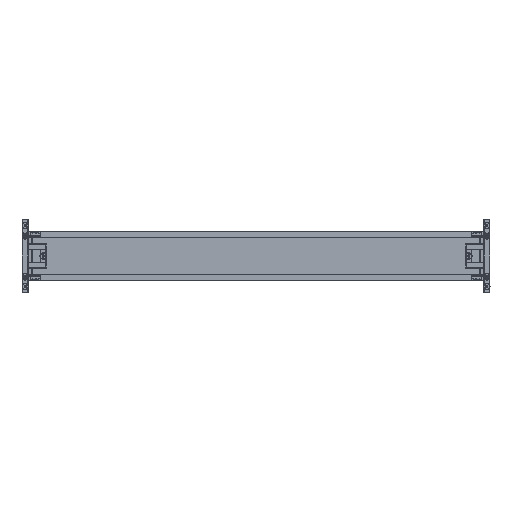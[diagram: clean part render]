
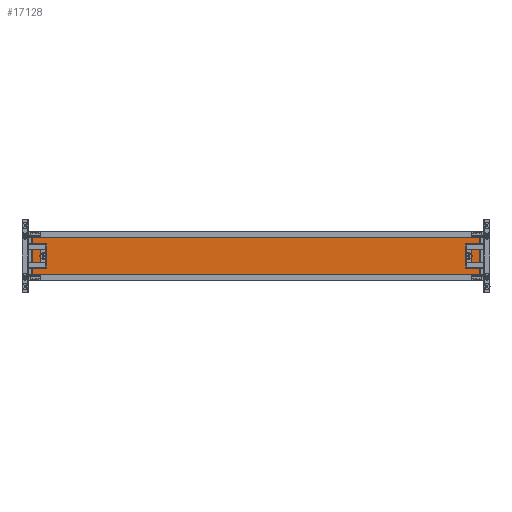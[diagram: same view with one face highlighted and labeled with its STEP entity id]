
A CAD part, front view. The second image highlights one B-rep face of the part: STEP entity #17128.
In plain terms, the highlighted planar face has unit normal (0, -1, 0).
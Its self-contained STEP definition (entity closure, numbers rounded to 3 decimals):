
#684 = EDGE_CURVE ( 'NONE', #112849, #87037, #102890, .T. ) ;
#13403 = EDGE_LOOP ( 'NONE', ( #119830, #67243, #109986, #58427 ) ) ;
#14894 = CARTESIAN_POINT ( 'NONE',  ( -1216.662, 555.441, -228.49 ) ) ;
#16728 = CARTESIAN_POINT ( 'NONE',  ( 3580.318, 555.441, -228.49 ) ) ;
#17128 = ADVANCED_FACE ( 'NONE', ( #47349 ), #104466, .F. ) ;
#17900 = VERTEX_POINT ( 'NONE', #111408 ) ;
#19813 = VERTEX_POINT ( 'NONE', #99023 ) ;
#21793 = CARTESIAN_POINT ( 'NONE',  ( 1183.338, 555.441, 228.49 ) ) ;
#23685 = AXIS2_PLACEMENT_3D ( 'NONE', #83131, #120368, #27888 ) ;
#26930 = CARTESIAN_POINT ( 'NONE',  ( -1216.662, 555.441, -228.49 ) ) ;
#27888 = DIRECTION ( 'NONE',  ( 0., 0., 1. ) ) ;
#28681 = DIRECTION ( 'NONE',  ( 0., 0., 1. ) ) ;
#38600 = VECTOR ( 'NONE', #112675, 1000. ) ;
#39586 = VECTOR ( 'NONE', #57036, 1000. ) ;
#44303 = EDGE_CURVE ( 'NONE', #87037, #17900, #59414, .T. ) ;
#44510 = EDGE_CURVE ( 'NONE', #19813, #112849, #87342, .T. ) ;
#47349 = FACE_OUTER_BOUND ( 'NONE', #13403, .T. ) ;
#54701 = EDGE_CURVE ( 'NONE', #19813, #17900, #75407, .T. ) ;
#57036 = DIRECTION ( 'NONE',  ( 1., 0., 0. ) ) ;
#58427 = ORIENTED_EDGE ( 'NONE', *, *, #684, .F. ) ;
#59414 = LINE ( 'NONE', #21793, #39586 ) ;
#66929 = CARTESIAN_POINT ( 'NONE',  ( 4280.318, 555.441, -228.49 ) ) ;
#67243 = ORIENTED_EDGE ( 'NONE', *, *, #54701, .T. ) ;
#72987 = CARTESIAN_POINT ( 'NONE',  ( -1216.662, 555.441, 228.49 ) ) ;
#75407 = LINE ( 'NONE', #66929, #38600 ) ;
#83131 = CARTESIAN_POINT ( 'NONE',  ( 2381.828, 555.441, 0. ) ) ;
#87037 = VERTEX_POINT ( 'NONE', #72987 ) ;
#87342 = LINE ( 'NONE', #16728, #103554 ) ;
#98796 = DIRECTION ( 'NONE',  ( -1., 0., 0. ) ) ;
#99023 = CARTESIAN_POINT ( 'NONE',  ( 4280.318, 555.441, -228.49 ) ) ;
#102890 = LINE ( 'NONE', #26930, #116144 ) ;
#103554 = VECTOR ( 'NONE', #98796, 1000. ) ;
#104466 = PLANE ( 'NONE',  #23685 ) ;
#109986 = ORIENTED_EDGE ( 'NONE', *, *, #44303, .F. ) ;
#111408 = CARTESIAN_POINT ( 'NONE',  ( 4280.318, 555.441, 228.49 ) ) ;
#112675 = DIRECTION ( 'NONE',  ( 0., 0., 1. ) ) ;
#112849 = VERTEX_POINT ( 'NONE', #14894 ) ;
#116144 = VECTOR ( 'NONE', #28681, 1000. ) ;
#119830 = ORIENTED_EDGE ( 'NONE', *, *, #44510, .F. ) ;
#120368 = DIRECTION ( 'NONE',  ( 0., 1., 0. ) ) ;
